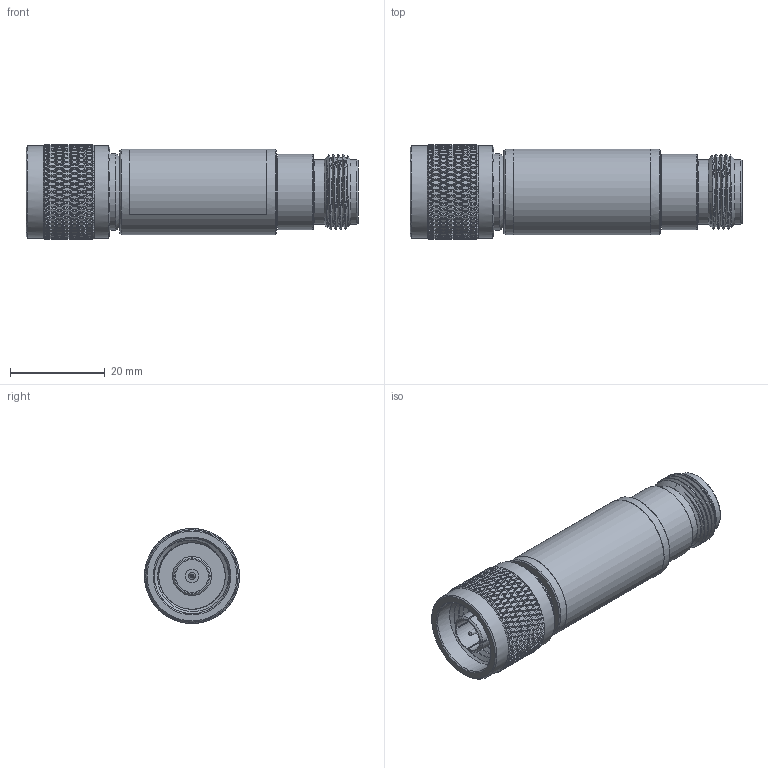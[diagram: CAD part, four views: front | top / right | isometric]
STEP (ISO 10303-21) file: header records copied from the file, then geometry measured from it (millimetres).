
FILE_DESCRIPTION (( 'STEP AP203' ), '1' );
FILE_NAME ('PE7390-10_3D.STEP', '2020-06-01T17:20:34', ( '' ), ( '' ), 'SwSTEP 2.0', 'SolidWorks 2018', '' );
FILE_SCHEMA (( 'CONFIG_CONTROL_DESIGN' ));
Products named in the file (1): PE7390-10_3D
Bounding box: 70 x 20 x 20 mm (x, y, z)
Volume: 15140.5 mm3; surface area: 6848.7 mm2
Topology: 1 solids, 1 shells, 2532 faces, 5173 edges, 2658 vertices
Faces by surface type: bspline 1768, cylinder 472, cone 243, plane 49
Full cylindrical faces by diameter (mm): 1.524 x2, 2.794 x1, 3.048 x1, 6.985 x2, 7.62 x1, 8.255 x1, 13.716 x2, 14.859 x1, 15.875 x6, 16.159 x1, 18 x1, 19.461 x2
Entity records: 91454 total; most frequent: CARTESIAN_POINT 58484, ORIENTED_EDGE 10226, EDGE_CURVE 5113, VERTEX_POINT 2635, EDGE_LOOP 2574, FACE_OUTER_BOUND 2546, ADVANCED_FACE 2527, DIRECTION 2522
